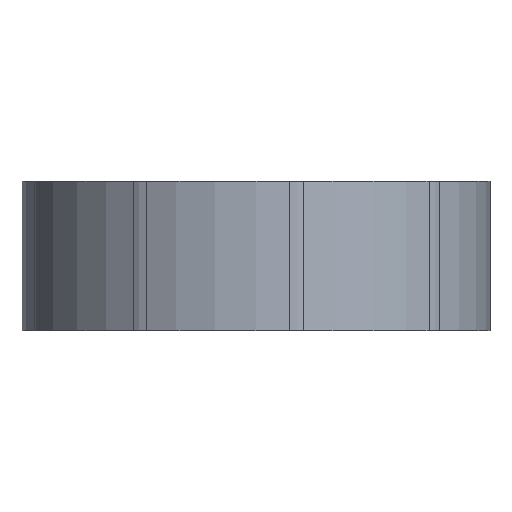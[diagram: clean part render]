
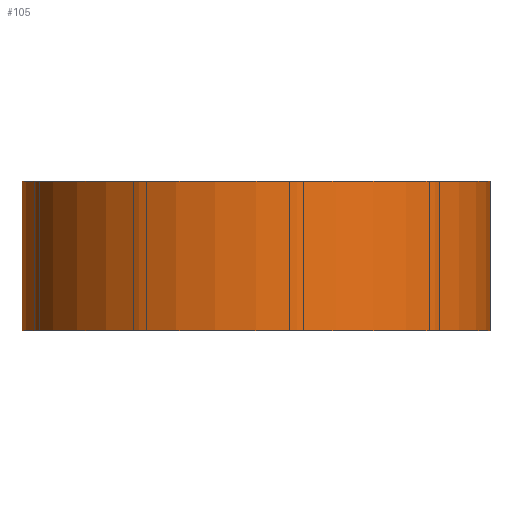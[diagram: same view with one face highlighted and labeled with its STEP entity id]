
A CAD part, front view. The second image highlights one B-rep face of the part: STEP entity #105.
In plain terms, the highlighted cylindrical face has radius 78.5 mm (diameter 157 mm), a partial arc.
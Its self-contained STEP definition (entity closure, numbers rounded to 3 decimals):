
#34=CYLINDRICAL_SURFACE('',#2135,78.5);
#105=ADVANCED_FACE('',(#200),#34,.T.);
#200=FACE_OUTER_BOUND('',#297,.F.);
#297=EDGE_LOOP('',(#662,#663,#664,#665));
#662=ORIENTED_EDGE('',*,*,#1323,.T.);
#663=ORIENTED_EDGE('',*,*,#1329,.F.);
#664=ORIENTED_EDGE('',*,*,#1327,.T.);
#665=ORIENTED_EDGE('',*,*,#1330,.T.);
#1053=CIRCLE('',#2057,78.5);
#1057=CIRCLE('',#2061,78.5);
#1323=EDGE_CURVE('',#1781,#1780,#1053,.T.);
#1327=EDGE_CURVE('',#1779,#1778,#1057,.T.);
#1329=EDGE_CURVE('',#1779,#1780,#1558,.T.);
#1330=EDGE_CURVE('',#1778,#1781,#1559,.T.);
#1558=LINE('',#3207,#1757);
#1559=LINE('',#3208,#1758);
#1757=VECTOR('',#2496,50.);
#1758=VECTOR('',#2497,50.);
#1778=VERTEX_POINT('',#2773);
#1779=VERTEX_POINT('',#2774);
#1780=VERTEX_POINT('',#2775);
#1781=VERTEX_POINT('',#2776);
#2057=AXIS2_PLACEMENT_3D('',#3201,#2484,#2485);
#2061=AXIS2_PLACEMENT_3D('',#3205,#2492,#2493);
#2135=AXIS2_PLACEMENT_3D('',#3300,#2661,#2662);
#2484=DIRECTION('',(0.,0.,1.));
#2485=DIRECTION('',(-1.,0.,0.));
#2492=DIRECTION('',(0.,0.,-1.));
#2493=DIRECTION('',(1.,0.,0.));
#2496=DIRECTION('',(0.,0.,1.));
#2497=DIRECTION('',(0.,0.,1.));
#2661=DIRECTION('',(0.,0.,1.));
#2662=DIRECTION('',(-1.,0.,0.));
#2773=CARTESIAN_POINT('',(-78.5,0.,0.));
#2774=CARTESIAN_POINT('',(78.5,0.,0.));
#2775=CARTESIAN_POINT('',(78.5,0.,50.));
#2776=CARTESIAN_POINT('',(-78.5,0.,50.));
#3201=CARTESIAN_POINT('',(0.,0.,50.));
#3205=CARTESIAN_POINT('',(0.,0.,0.));
#3207=CARTESIAN_POINT('',(78.5,0.,0.));
#3208=CARTESIAN_POINT('',(-78.5,0.,0.));
#3300=CARTESIAN_POINT('',(0.,0.,0.));
